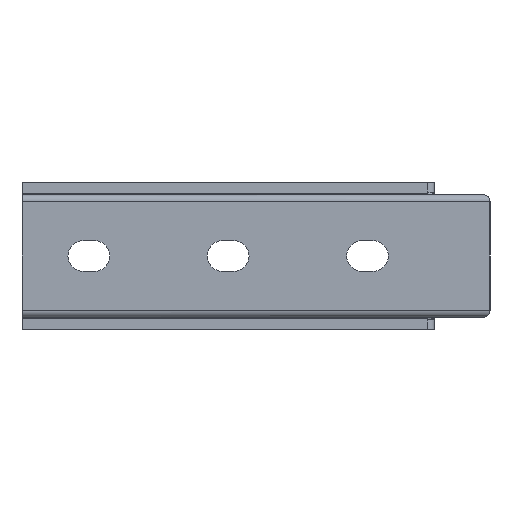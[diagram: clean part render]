
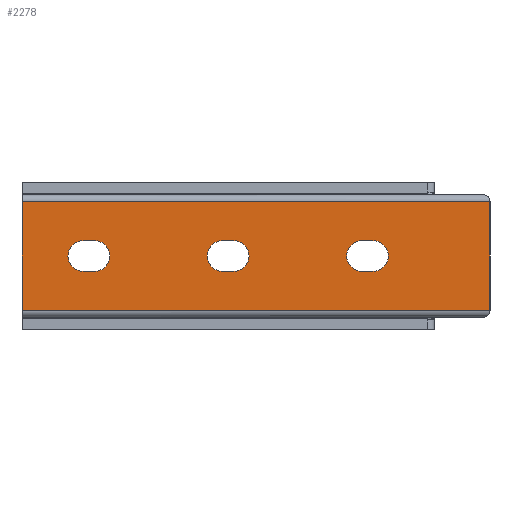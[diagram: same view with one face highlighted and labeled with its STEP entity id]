
A CAD part, left-side view. The second image highlights one B-rep face of the part: STEP entity #2278.
In plain terms, the highlighted planar face has unit normal (-1, 0, 0).
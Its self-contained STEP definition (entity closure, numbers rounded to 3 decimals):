
#40 = DIRECTION ( 'NONE',  ( 1., 0., 0. ) ) ;
#56 = VERTEX_POINT ( 'NONE', #5060 ) ;
#60 = DIRECTION ( 'NONE',  ( 0., -1., 0. ) ) ;
#76 = ORIENTED_EDGE ( 'NONE', *, *, #1036, .T. ) ;
#239 = VECTOR ( 'NONE', #2618, 1000. ) ;
#323 = LINE ( 'NONE', #6035, #239 ) ;
#526 = DIRECTION ( 'NONE',  ( 1., 0., 0. ) ) ;
#535 = CARTESIAN_POINT ( 'NONE',  ( -367., 46., -5.5 ) ) ;
#566 = CIRCLE ( 'NONE', #1055, 5.5 ) ;
#677 = EDGE_LOOP ( 'NONE', ( #3865, #1648, #901, #5793 ) ) ;
#787 = DIRECTION ( 'NONE',  ( 1., 0., 0. ) ) ;
#803 = EDGE_CURVE ( 'NONE', #3367, #6413, #7300, .T. ) ;
#841 = VECTOR ( 'NONE', #6240, 1000. ) ;
#851 = ORIENTED_EDGE ( 'NONE', *, *, #6310, .F. ) ;
#901 = ORIENTED_EDGE ( 'NONE', *, *, #2754, .T. ) ;
#906 = EDGE_CURVE ( 'NONE', #1322, #6600, #5199, .T. ) ;
#907 = DIRECTION ( 'NONE',  ( 0., 0., -1. ) ) ;
#939 = EDGE_CURVE ( 'NONE', #1834, #4099, #5627, .T. ) ;
#1014 = ORIENTED_EDGE ( 'NONE', *, *, #1659, .F. ) ;
#1016 = VERTEX_POINT ( 'NONE', #6887 ) ;
#1023 = CARTESIAN_POINT ( 'NONE',  ( -367., 146., -5.5 ) ) ;
#1036 = EDGE_CURVE ( 'NONE', #6600, #1524, #5983, .T. ) ;
#1055 = AXIS2_PLACEMENT_3D ( 'NONE', #1444, #3171, #7201 ) ;
#1100 = CARTESIAN_POINT ( 'NONE',  ( -367., 0., 5.5 ) ) ;
#1164 = CARTESIAN_POINT ( 'NONE',  ( -367., 0., 19.5 ) ) ;
#1203 = FACE_OUTER_BOUND ( 'NONE', #2526, .T. ) ;
#1216 = EDGE_CURVE ( 'NONE', #1603, #1750, #323, .T. ) ;
#1219 = DIRECTION ( 'NONE',  ( 0., 1., 0. ) ) ;
#1322 = VERTEX_POINT ( 'NONE', #2801 ) ;
#1372 = CARTESIAN_POINT ( 'NONE',  ( -367., 0., 19.5 ) ) ;
#1429 = AXIS2_PLACEMENT_3D ( 'NONE', #1731, #2179, #4020 ) ;
#1444 = CARTESIAN_POINT ( 'NONE',  ( -367., 96., 0. ) ) ;
#1455 = AXIS2_PLACEMENT_3D ( 'NONE', #1164, #3501, #5748 ) ;
#1524 = VERTEX_POINT ( 'NONE', #2312 ) ;
#1574 = AXIS2_PLACEMENT_3D ( 'NONE', #2793, #3850, #2643 ) ;
#1603 = VERTEX_POINT ( 'NONE', #3064 ) ;
#1648 = ORIENTED_EDGE ( 'NONE', *, *, #3749, .T. ) ;
#1659 = EDGE_CURVE ( 'NONE', #2012, #56, #4235, .T. ) ;
#1731 = CARTESIAN_POINT ( 'NONE',  ( -367., 146., 0. ) ) ;
#1750 = VERTEX_POINT ( 'NONE', #2148 ) ;
#1766 = CARTESIAN_POINT ( 'NONE',  ( -367., 0., -5.5 ) ) ;
#1834 = VERTEX_POINT ( 'NONE', #535 ) ;
#1906 = EDGE_CURVE ( 'NONE', #1524, #7180, #4635, .T. ) ;
#1943 = CIRCLE ( 'NONE', #1574, 5.5 ) ;
#2012 = VERTEX_POINT ( 'NONE', #4788 ) ;
#2094 = VERTEX_POINT ( 'NONE', #3800 ) ;
#2148 = CARTESIAN_POINT ( 'NONE',  ( -367., 92., 5.5 ) ) ;
#2179 = DIRECTION ( 'NONE',  ( 1., 0., 0. ) ) ;
#2278 = ADVANCED_FACE ( 'NONE', ( #4670, #3385, #4510, #1203 ), #6313, .F. ) ;
#2312 = CARTESIAN_POINT ( 'NONE',  ( -367., 146., 5.5 ) ) ;
#2314 = LINE ( 'NONE', #5841, #6127 ) ;
#2364 = ORIENTED_EDGE ( 'NONE', *, *, #6365, .T. ) ;
#2381 = CARTESIAN_POINT ( 'NONE',  ( -367., 0., -19.5 ) ) ;
#2423 = LINE ( 'NONE', #3022, #4458 ) ;
#2526 = EDGE_LOOP ( 'NONE', ( #6004, #851, #1014, #6886 ) ) ;
#2618 = DIRECTION ( 'NONE',  ( 0., -1., 0. ) ) ;
#2622 = ORIENTED_EDGE ( 'NONE', *, *, #1906, .T. ) ;
#2643 = DIRECTION ( 'NONE',  ( 0., 0., -1. ) ) ;
#2754 = EDGE_CURVE ( 'NONE', #5070, #1016, #1943, .T. ) ;
#2793 = CARTESIAN_POINT ( 'NONE',  ( -367., 42., 0. ) ) ;
#2801 = CARTESIAN_POINT ( 'NONE',  ( -367., 142., -5.5 ) ) ;
#2825 = DIRECTION ( 'NONE',  ( 0., -1., 0. ) ) ;
#2966 = CIRCLE ( 'NONE', #3569, 5.5 ) ;
#3022 = CARTESIAN_POINT ( 'NONE',  ( -367., 0., 19.5 ) ) ;
#3039 = CARTESIAN_POINT ( 'NONE',  ( -367., 46., 5.5 ) ) ;
#3064 = CARTESIAN_POINT ( 'NONE',  ( -367., 96., 5.5 ) ) ;
#3078 = ORIENTED_EDGE ( 'NONE', *, *, #4574, .T. ) ;
#3089 = DIRECTION ( 'NONE',  ( 0., 1., 0. ) ) ;
#3171 = DIRECTION ( 'NONE',  ( 1., 0., 0. ) ) ;
#3197 = AXIS2_PLACEMENT_3D ( 'NONE', #3983, #40, #3944 ) ;
#3220 = DIRECTION ( 'NONE',  ( 0., 1., 0. ) ) ;
#3240 = CARTESIAN_POINT ( 'NONE',  ( -367., 92., -5.5 ) ) ;
#3367 = VERTEX_POINT ( 'NONE', #3489 ) ;
#3385 = FACE_BOUND ( 'NONE', #6102, .T. ) ;
#3483 = EDGE_LOOP ( 'NONE', ( #76, #2622, #3078, #6865 ) ) ;
#3489 = CARTESIAN_POINT ( 'NONE',  ( -367., 168., 19.5 ) ) ;
#3501 = DIRECTION ( 'NONE',  ( 1., 0., 0. ) ) ;
#3569 = AXIS2_PLACEMENT_3D ( 'NONE', #3716, #787, #5407 ) ;
#3635 = CARTESIAN_POINT ( 'NONE',  ( -367., 168., -19.5 ) ) ;
#3716 = CARTESIAN_POINT ( 'NONE',  ( -367., 142., 0. ) ) ;
#3749 = EDGE_CURVE ( 'NONE', #4099, #5070, #2314, .T. ) ;
#3800 = CARTESIAN_POINT ( 'NONE',  ( -367., 96., -5.5 ) ) ;
#3850 = DIRECTION ( 'NONE',  ( 1., 0., 0. ) ) ;
#3865 = ORIENTED_EDGE ( 'NONE', *, *, #939, .T. ) ;
#3878 = CARTESIAN_POINT ( 'NONE',  ( -367., 168., 19.5 ) ) ;
#3944 = DIRECTION ( 'NONE',  ( 0., 0., -1. ) ) ;
#3983 = CARTESIAN_POINT ( 'NONE',  ( -367., 92., 0. ) ) ;
#4020 = DIRECTION ( 'NONE',  ( 0., 0., -1. ) ) ;
#4033 = CARTESIAN_POINT ( 'NONE',  ( -367., 0., -5.5 ) ) ;
#4078 = VECTOR ( 'NONE', #907, 1000. ) ;
#4099 = VERTEX_POINT ( 'NONE', #3039 ) ;
#4235 = LINE ( 'NONE', #1372, #5172 ) ;
#4254 = EDGE_CURVE ( 'NONE', #2012, #3367, #2423, .T. ) ;
#4458 = VECTOR ( 'NONE', #3089, 1000. ) ;
#4473 = ORIENTED_EDGE ( 'NONE', *, *, #5031, .T. ) ;
#4478 = DIRECTION ( 'NONE',  ( 0., 0., -1. ) ) ;
#4510 = FACE_BOUND ( 'NONE', #3483, .T. ) ;
#4569 = EDGE_CURVE ( 'NONE', #1016, #1834, #6038, .T. ) ;
#4574 = EDGE_CURVE ( 'NONE', #7180, #1322, #2966, .T. ) ;
#4603 = LINE ( 'NONE', #4033, #5487 ) ;
#4635 = LINE ( 'NONE', #1100, #6122 ) ;
#4670 = FACE_BOUND ( 'NONE', #677, .T. ) ;
#4788 = CARTESIAN_POINT ( 'NONE',  ( -367., 0., 19.5 ) ) ;
#4861 = CARTESIAN_POINT ( 'NONE',  ( -367., 142., 5.5 ) ) ;
#5031 = EDGE_CURVE ( 'NONE', #2094, #1603, #566, .T. ) ;
#5060 = CARTESIAN_POINT ( 'NONE',  ( -367., 0., -19.5 ) ) ;
#5070 = VERTEX_POINT ( 'NONE', #7237 ) ;
#5111 = CARTESIAN_POINT ( 'NONE',  ( -367., 46., 0. ) ) ;
#5171 = LINE ( 'NONE', #2381, #7066 ) ;
#5172 = VECTOR ( 'NONE', #6555, 1000. ) ;
#5199 = LINE ( 'NONE', #1766, #841 ) ;
#5327 = ORIENTED_EDGE ( 'NONE', *, *, #5898, .T. ) ;
#5339 = VERTEX_POINT ( 'NONE', #3240 ) ;
#5407 = DIRECTION ( 'NONE',  ( 0., 0., -1. ) ) ;
#5481 = VECTOR ( 'NONE', #3220, 1000. ) ;
#5487 = VECTOR ( 'NONE', #6325, 1000. ) ;
#5596 = CIRCLE ( 'NONE', #3197, 5.5 ) ;
#5627 = CIRCLE ( 'NONE', #5749, 5.5 ) ;
#5748 = DIRECTION ( 'NONE',  ( 0., 0., -1. ) ) ;
#5749 = AXIS2_PLACEMENT_3D ( 'NONE', #5111, #526, #4478 ) ;
#5793 = ORIENTED_EDGE ( 'NONE', *, *, #4569, .T. ) ;
#5841 = CARTESIAN_POINT ( 'NONE',  ( -367., 0., 5.5 ) ) ;
#5898 = EDGE_CURVE ( 'NONE', #1750, #5339, #5596, .T. ) ;
#5983 = CIRCLE ( 'NONE', #1429, 5.5 ) ;
#6004 = ORIENTED_EDGE ( 'NONE', *, *, #803, .T. ) ;
#6035 = CARTESIAN_POINT ( 'NONE',  ( -367., 0., 5.5 ) ) ;
#6038 = LINE ( 'NONE', #7212, #5481 ) ;
#6102 = EDGE_LOOP ( 'NONE', ( #4473, #7203, #5327, #2364 ) ) ;
#6122 = VECTOR ( 'NONE', #2825, 1000. ) ;
#6127 = VECTOR ( 'NONE', #60, 1000. ) ;
#6240 = DIRECTION ( 'NONE',  ( 0., 1., 0. ) ) ;
#6310 = EDGE_CURVE ( 'NONE', #56, #6413, #5171, .T. ) ;
#6313 = PLANE ( 'NONE',  #1455 ) ;
#6325 = DIRECTION ( 'NONE',  ( 0., 1., 0. ) ) ;
#6365 = EDGE_CURVE ( 'NONE', #5339, #2094, #4603, .T. ) ;
#6413 = VERTEX_POINT ( 'NONE', #3635 ) ;
#6555 = DIRECTION ( 'NONE',  ( 0., 0., -1. ) ) ;
#6600 = VERTEX_POINT ( 'NONE', #1023 ) ;
#6865 = ORIENTED_EDGE ( 'NONE', *, *, #906, .T. ) ;
#6886 = ORIENTED_EDGE ( 'NONE', *, *, #4254, .T. ) ;
#6887 = CARTESIAN_POINT ( 'NONE',  ( -367., 42., -5.5 ) ) ;
#7066 = VECTOR ( 'NONE', #1219, 1000. ) ;
#7180 = VERTEX_POINT ( 'NONE', #4861 ) ;
#7201 = DIRECTION ( 'NONE',  ( 0., 0., -1. ) ) ;
#7203 = ORIENTED_EDGE ( 'NONE', *, *, #1216, .T. ) ;
#7212 = CARTESIAN_POINT ( 'NONE',  ( -367., 0., -5.5 ) ) ;
#7237 = CARTESIAN_POINT ( 'NONE',  ( -367., 42., 5.5 ) ) ;
#7300 = LINE ( 'NONE', #3878, #4078 ) ;
